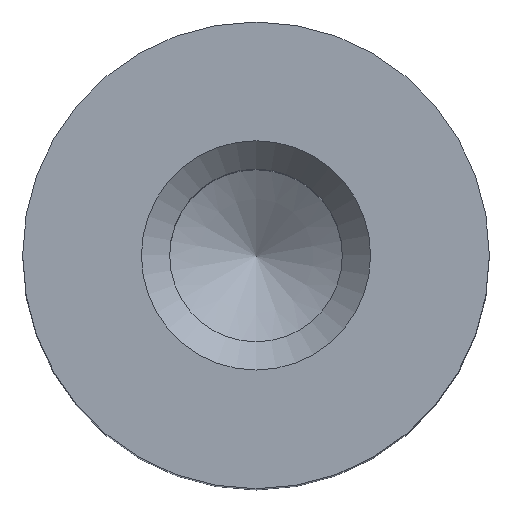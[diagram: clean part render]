
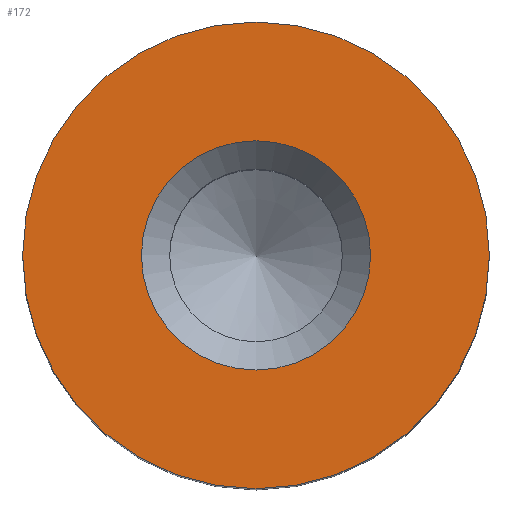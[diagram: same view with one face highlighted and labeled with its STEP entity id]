
A CAD part, top view. The second image highlights one B-rep face of the part: STEP entity #172.
In plain terms, the highlighted planar face has unit normal (0, 0, 1).
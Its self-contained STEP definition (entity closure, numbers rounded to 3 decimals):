
#24=PLANE('',#191);
#32=ORIENTED_EDGE('',*,*,#47,.T.);
#33=ORIENTED_EDGE('',*,*,#46,.F.);
#46=EDGE_CURVE('',#54,#54,#63,.T.);
#47=EDGE_CURVE('',#55,#55,#64,.T.);
#54=VERTEX_POINT('',#249);
#55=VERTEX_POINT('',#252);
#63=CIRCLE('',#190,1.65);
#64=CIRCLE('',#192,0.811);
#73=EDGE_LOOP('',(#32));
#74=EDGE_LOOP('',(#33));
#89=FACE_BOUND('',#73,.T.);
#90=FACE_BOUND('',#74,.T.);
#172=ADVANCED_FACE('',(#89,#90),#24,.T.);
#190=AXIS2_PLACEMENT_3D('',#248,#216,#217);
#191=AXIS2_PLACEMENT_3D('',#250,#218,#219);
#192=AXIS2_PLACEMENT_3D('',#251,#220,#221);
#216=DIRECTION('',(0.,0.,-1.));
#217=DIRECTION('',(-1.,0.,0.));
#218=DIRECTION('',(0.,0.,1.));
#219=DIRECTION('',(1.,0.,0.));
#220=DIRECTION('',(0.,0.,-1.));
#221=DIRECTION('',(1.,0.,0.));
#248=CARTESIAN_POINT('',(0.,0.,5.));
#249=CARTESIAN_POINT('',(-1.65,0.,5.));
#250=CARTESIAN_POINT('',(-1.65,0.,5.));
#251=CARTESIAN_POINT('',(0.,0.,5.));
#252=CARTESIAN_POINT('',(0.811,0.,5.));
